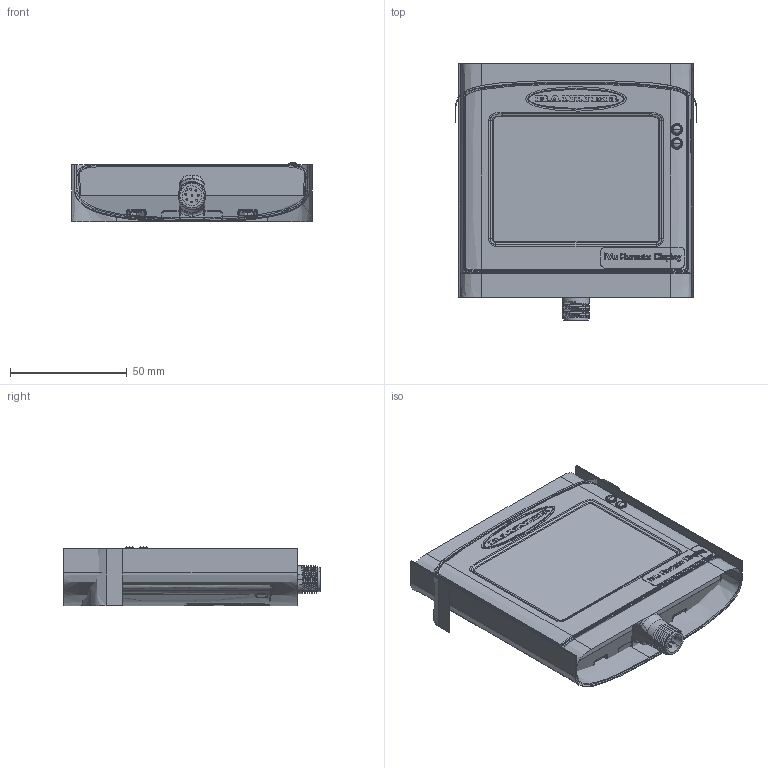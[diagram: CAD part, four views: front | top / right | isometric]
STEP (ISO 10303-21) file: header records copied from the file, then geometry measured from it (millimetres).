
FILE_DESCRIPTION((''),'2;1');
FILE_NAME('166097_ASM','2016-03-01T',('pdmadmin'),(''),'PRO/ENGINEER BY PARAMETRIC TECHNOLOGY CORPORATION, 2013230','PRO/ENGINEER BY PARAMETRIC TECHNOLOGY CORPORATION, 2013230','');
FILE_SCHEMA(('CONFIG_CONTROL_DESIGN'));
Products named in the file (16): 162963; 165123; 166030_ASM; 164735; 164734; 147736_AF0; 148184; 162964; 164736; 166095_ASM; 138908; 61725; 142671; 148482_FORMED; 148484; 166097_ASM
Assembly tree (19 placements, depth 3):
  166097_ASM
    166030_ASM
      162963
      165123
    164735
    164734
    147736_AF0
    148184
    166095_ASM
      162964
      164736  x2
    138908  x4
    61725
    142671
    148482_FORMED
    148484
Bounding box: 103 x 109.87 x 25.3 mm (x, y, z)
Volume: 64332.9 mm3; surface area: 154642.8 mm2
Topology: 17 solids, 28 shells, 2929 faces, 7144 edges, 4349 vertices
Faces by surface type: plane 926, bspline 697, cylinder 602, extrusion 252, torus 170, sphere 142, cone 140
Entity records: 127742 total; most frequent: CARTESIAN_POINT 68894, ORIENTED_EDGE 13058, DIRECTION 10566, EDGE_CURVE 6587, VERTEX_POINT 4008, AXIS2_PLACEMENT_3D 3727, VECTOR 3112, EDGE_LOOP 2884
